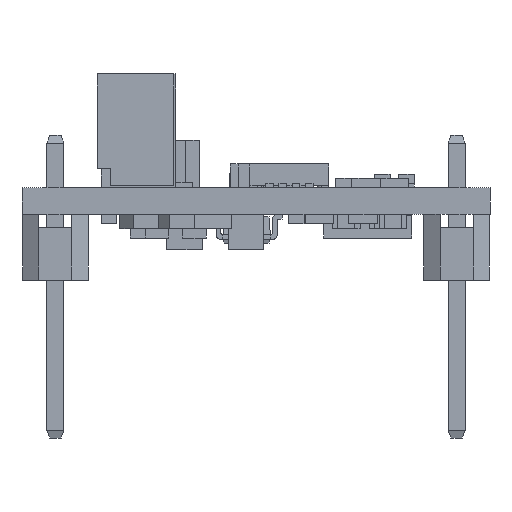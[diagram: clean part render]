
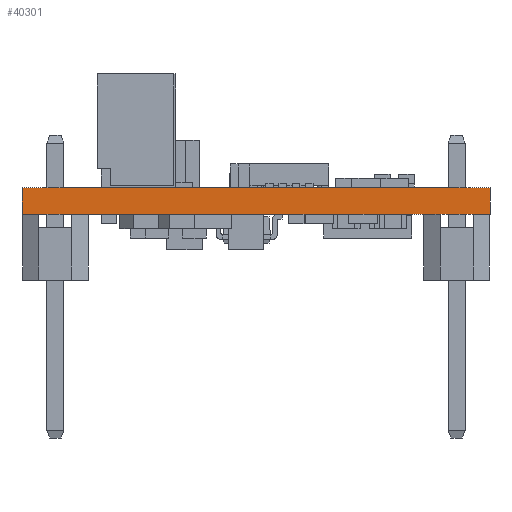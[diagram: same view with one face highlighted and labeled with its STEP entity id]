
A CAD part, front view. The second image highlights one B-rep face of the part: STEP entity #40301.
In plain terms, the highlighted planar face has unit normal (0, -1, 0).
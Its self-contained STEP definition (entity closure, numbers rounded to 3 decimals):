
#115 = ORIENTED_EDGE ( 'NONE', *, *, #65587, .F. ) ;
#1502 = EDGE_CURVE ( 'NONE', #83491, #71869, #11771, .T. ) ;
#7787 = LINE ( 'NONE', #58725, #10981 ) ;
#10981 = VECTOR ( 'NONE', #52067, 1000. ) ;
#11771 = LINE ( 'NONE', #62200, #71803 ) ;
#13918 = DIRECTION ( 'NONE',  ( 0., 1., 0. ) ) ;
#17083 = EDGE_CURVE ( 'NONE', #74587, #71869, #7787, .T. ) ;
#20145 = FACE_OUTER_BOUND ( 'NONE', #49097, .T. ) ;
#24619 = CARTESIAN_POINT ( 'NONE',  ( 11.557, 3.683, 0. ) ) ;
#26734 = DIRECTION ( 'NONE',  ( 0., 0., -1. ) ) ;
#27243 = CARTESIAN_POINT ( 'NONE',  ( 11.557, 3.683, 1.016 ) ) ;
#31210 = ORIENTED_EDGE ( 'NONE', *, *, #72025, .T. ) ;
#33450 = DIRECTION ( 'NONE',  ( 0., 0., 1. ) ) ;
#36290 = CARTESIAN_POINT ( 'NONE',  ( 29.337, 3.683, 0. ) ) ;
#39023 = CARTESIAN_POINT ( 'NONE',  ( 29.337, 3.683, 1.016 ) ) ;
#40286 = DIRECTION ( 'NONE',  ( 0., 0., -1. ) ) ;
#40301 = ADVANCED_FACE ( 'NONE', ( #20145 ), #84735, .F. ) ;
#44979 = ORIENTED_EDGE ( 'NONE', *, *, #1502, .F. ) ;
#49097 = EDGE_LOOP ( 'NONE', ( #50172, #44979, #115, #31210 ) ) ;
#49137 = LINE ( 'NONE', #27243, #85194 ) ;
#49654 = CARTESIAN_POINT ( 'NONE',  ( 11.557, 3.683, 1.016 ) ) ;
#50172 = ORIENTED_EDGE ( 'NONE', *, *, #17083, .T. ) ;
#52067 = DIRECTION ( 'NONE',  ( 1., 0., 0. ) ) ;
#58725 = CARTESIAN_POINT ( 'NONE',  ( 11.557, 3.683, 0. ) ) ;
#62200 = CARTESIAN_POINT ( 'NONE',  ( 29.337, 3.683, 1.016 ) ) ;
#65587 = EDGE_CURVE ( 'NONE', #76345, #83491, #49137, .T. ) ;
#69564 = DIRECTION ( 'NONE',  ( 1., 0., 0. ) ) ;
#71803 = VECTOR ( 'NONE', #40286, 1000. ) ;
#71869 = VERTEX_POINT ( 'NONE', #36290 ) ;
#72025 = EDGE_CURVE ( 'NONE', #76345, #74587, #77523, .T. ) ;
#74587 = VERTEX_POINT ( 'NONE', #24619 ) ;
#76345 = VERTEX_POINT ( 'NONE', #80596 ) ;
#77523 = LINE ( 'NONE', #93183, #91786 ) ;
#80596 = CARTESIAN_POINT ( 'NONE',  ( 11.557, 3.683, 1.016 ) ) ;
#83491 = VERTEX_POINT ( 'NONE', #39023 ) ;
#84735 = PLANE ( 'NONE',  #84972 ) ;
#84972 = AXIS2_PLACEMENT_3D ( 'NONE', #49654, #13918, #33450 ) ;
#85194 = VECTOR ( 'NONE', #69564, 1000. ) ;
#91786 = VECTOR ( 'NONE', #26734, 1000. ) ;
#93183 = CARTESIAN_POINT ( 'NONE',  ( 11.557, 3.683, 1.016 ) ) ;
